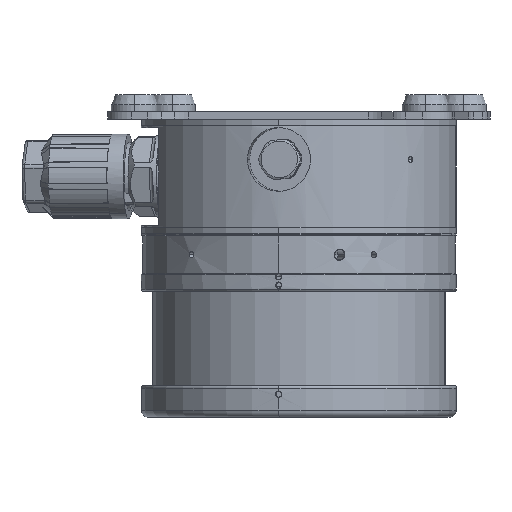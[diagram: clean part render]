
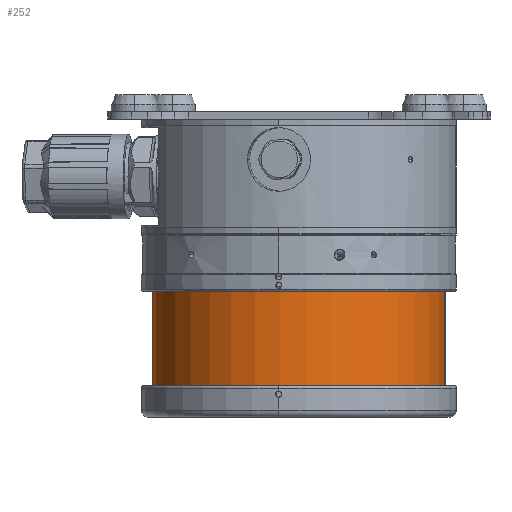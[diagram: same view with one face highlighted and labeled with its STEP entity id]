
A CAD part, front view. The second image highlights one B-rep face of the part: STEP entity #252.
In plain terms, the highlighted cylindrical face has radius 60 mm (diameter 120 mm), a partial arc.
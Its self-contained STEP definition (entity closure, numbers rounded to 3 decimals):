
#252 = ADVANCED_FACE ( 'NONE', ( #5648 ), #46403, .T. ) ;
#534 = VECTOR ( 'NONE', #8910, 1000. ) ;
#3644 = DIRECTION ( 'NONE',  ( 0.992, -0.128, 0. ) ) ;
#3983 = DIRECTION ( 'NONE',  ( 0., 0., 1. ) ) ;
#4971 = CARTESIAN_POINT ( 'NONE',  ( -57.733, 77.514, -68. ) ) ;
#5648 = FACE_OUTER_BOUND ( 'NONE', #33548, .T. ) ;
#6020 = CARTESIAN_POINT ( 'NONE',  ( 61.276, 62.13, -68. ) ) ;
#8488 = ORIENTED_EDGE ( 'NONE', *, *, #12291, .T. ) ;
#8591 = DIRECTION ( 'NONE',  ( 0., 0., 1. ) ) ;
#8910 = DIRECTION ( 'NONE',  ( 0., 0., 1. ) ) ;
#9016 = CIRCLE ( 'NONE', #21488, 60. ) ;
#9165 = CARTESIAN_POINT ( 'NONE',  ( 61.276, 62.13, -112. ) ) ;
#11206 = EDGE_CURVE ( 'NONE', #46049, #35542, #27825, .T. ) ;
#12254 = LINE ( 'NONE', #45870, #28052 ) ;
#12291 = EDGE_CURVE ( 'NONE', #19315, #46049, #20364, .T. ) ;
#13012 = CARTESIAN_POINT ( 'NONE',  ( 1.771, 69.822, -112. ) ) ;
#15115 = AXIS2_PLACEMENT_3D ( 'NONE', #48868, #29071, #3644 ) ;
#17784 = AXIS2_PLACEMENT_3D ( 'NONE', #13012, #3983, #20332 ) ;
#19315 = VERTEX_POINT ( 'NONE', #34685 ) ;
#20332 = DIRECTION ( 'NONE',  ( -0.992, 0.128, 0. ) ) ;
#20364 = LINE ( 'NONE', #9165, #534 ) ;
#21488 = AXIS2_PLACEMENT_3D ( 'NONE', #30047, #48885, #41153 ) ;
#21998 = CARTESIAN_POINT ( 'NONE',  ( -57.733, 77.514, -111.5 ) ) ;
#22811 = ORIENTED_EDGE ( 'NONE', *, *, #11206, .T. ) ;
#26861 = VERTEX_POINT ( 'NONE', #21998 ) ;
#27825 = CIRCLE ( 'NONE', #15115, 60. ) ;
#28052 = VECTOR ( 'NONE', #8591, 1000. ) ;
#29071 = DIRECTION ( 'NONE',  ( 0., 0., -1. ) ) ;
#30047 = CARTESIAN_POINT ( 'NONE',  ( 1.771, 69.822, -111.5 ) ) ;
#33548 = EDGE_LOOP ( 'NONE', ( #39048, #8488, #22811, #41577 ) ) ;
#33678 = EDGE_CURVE ( 'NONE', #26861, #19315, #9016, .T. ) ;
#34685 = CARTESIAN_POINT ( 'NONE',  ( 61.276, 62.13, -111.5 ) ) ;
#35542 = VERTEX_POINT ( 'NONE', #4971 ) ;
#39048 = ORIENTED_EDGE ( 'NONE', *, *, #33678, .T. ) ;
#41153 = DIRECTION ( 'NONE',  ( 0.992, -0.128, 0. ) ) ;
#41577 = ORIENTED_EDGE ( 'NONE', *, *, #48388, .F. ) ;
#45870 = CARTESIAN_POINT ( 'NONE',  ( -57.733, 77.514, -112. ) ) ;
#46049 = VERTEX_POINT ( 'NONE', #6020 ) ;
#46403 = CYLINDRICAL_SURFACE ( 'NONE', #17784, 60. ) ;
#48388 = EDGE_CURVE ( 'NONE', #26861, #35542, #12254, .T. ) ;
#48868 = CARTESIAN_POINT ( 'NONE',  ( 1.771, 69.822, -68. ) ) ;
#48885 = DIRECTION ( 'NONE',  ( 0., 0., 1. ) ) ;
